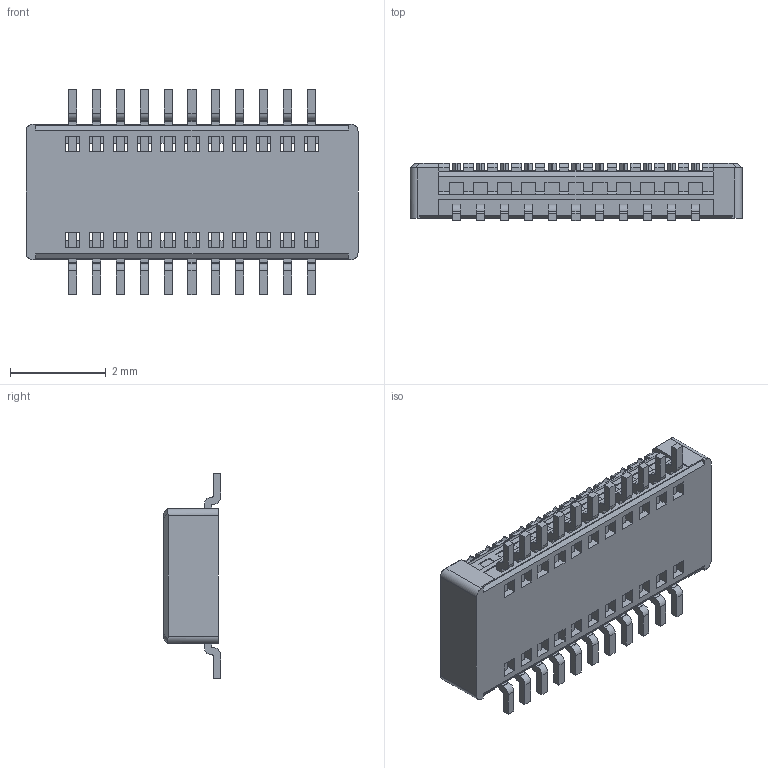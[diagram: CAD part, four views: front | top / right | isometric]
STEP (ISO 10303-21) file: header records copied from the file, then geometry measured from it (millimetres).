
FILE_DESCRIPTION(('FreeCAD Model'),'2;1');
FILE_NAME('555600227.step', '2017-08-09T13:27:32',('kicad StepUp'),('ksu MCAD'), 'Open CASCADE STEP processor 6.8','FreeCAD','Unknown');
FILE_SCHEMA(('AUTOMOTIVE_DESIGN_CC2 { 1 2 10303 214 -1 1 5 4 }'));
Length unit declared in the file: millimetre
Products named in the file (2): ASSEMBLY; 555600227
Assembly tree (1 placements, depth 2):
  ASSEMBLY
    555600227
Bounding box: 6.95 x 1.2 x 4.3 mm (x, y, z)
Volume: 11.4 mm3; surface area: 110.6 mm2
Topology: 1 solids, 1 shells, 948 faces, 2896 edges, 1884 vertices
Faces by surface type: plane 818, cylinder 126, torus 4
Entity records: 32107 total; most frequent: CARTESIAN_POINT 5822, ORIENTED_EDGE 5792, DIRECTION 5024, EDGE_CURVE 2896, LINE 2636, VECTOR 2636, VERTEX_POINT 1884, AXIS2_PLACEMENT_3D 1194
